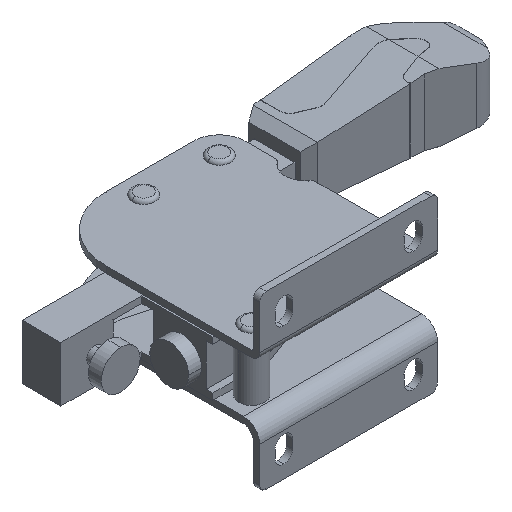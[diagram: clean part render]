
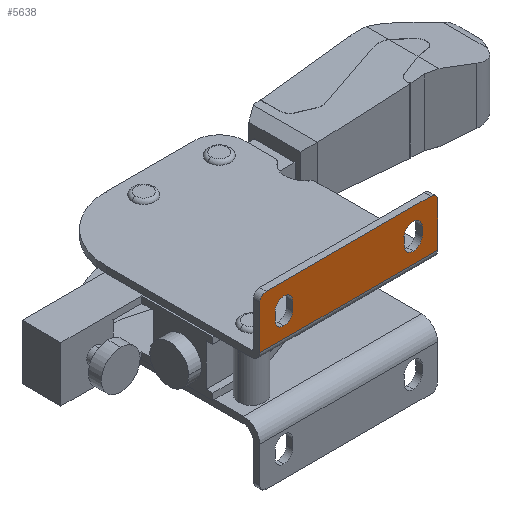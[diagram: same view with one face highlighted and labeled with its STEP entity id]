
A CAD part, isometric view. The second image highlights one B-rep face of the part: STEP entity #5638.
In plain terms, the highlighted planar face has unit normal (0, -1, 0).
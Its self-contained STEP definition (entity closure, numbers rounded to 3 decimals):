
#74 = CARTESIAN_POINT ( 'NONE',  ( 4.75, 0., 17.25 ) ) ;
#105 = CARTESIAN_POINT ( 'NONE',  ( 0., 0., 11. ) ) ;
#140 = VERTEX_POINT ( 'NONE', #5838 ) ;
#180 = CARTESIAN_POINT ( 'NONE',  ( 4.75, 0., 17.25 ) ) ;
#288 = AXIS2_PLACEMENT_3D ( 'NONE', #3883, #6100, #1238 ) ;
#330 = VERTEX_POINT ( 'NONE', #3584 ) ;
#344 = DIRECTION ( 'NONE',  ( 0., 1., 0. ) ) ;
#367 = DIRECTION ( 'NONE',  ( 1., 0., 0. ) ) ;
#438 = CARTESIAN_POINT ( 'NONE',  ( 55., 0., 11. ) ) ;
#458 = CIRCLE ( 'NONE', #5239, 2.75 ) ;
#466 = VERTEX_POINT ( 'NONE', #6361 ) ;
#467 = CARTESIAN_POINT ( 'NONE',  ( 55., 0., 26.5 ) ) ;
#528 = DIRECTION ( 'NONE',  ( 1., 0., 0. ) ) ;
#544 = EDGE_CURVE ( 'NONE', #466, #2419, #7051, .T. ) ;
#619 = LINE ( 'NONE', #3485, #5112 ) ;
#678 = EDGE_CURVE ( 'NONE', #2433, #1819, #6599, .T. ) ;
#691 = CARTESIAN_POINT ( 'NONE',  ( 0., 0., 26.5 ) ) ;
#822 = EDGE_LOOP ( 'NONE', ( #5386, #1349, #2705, #1387, #3208, #6628 ) ) ;
#943 = CARTESIAN_POINT ( 'NONE',  ( 50.25, 0., 17.25 ) ) ;
#1004 = EDGE_CURVE ( 'NONE', #1350, #466, #619, .T. ) ;
#1010 = FACE_BOUND ( 'NONE', #7062, .T. ) ;
#1128 = DIRECTION ( 'NONE',  ( 1., 0., 0. ) ) ;
#1139 = CARTESIAN_POINT ( 'NONE',  ( 50.25, 0., 19.75 ) ) ;
#1140 = CIRCLE ( 'NONE', #2060, 2.75 ) ;
#1180 = CARTESIAN_POINT ( 'NONE',  ( 0., 0., 24.5 ) ) ;
#1196 = VECTOR ( 'NONE', #3383, 1000. ) ;
#1201 = CARTESIAN_POINT ( 'NONE',  ( 50.25, 0., 19.75 ) ) ;
#1238 = DIRECTION ( 'NONE',  ( 1., 0., 0. ) ) ;
#1272 = ORIENTED_EDGE ( 'NONE', *, *, #678, .T. ) ;
#1291 = VERTEX_POINT ( 'NONE', #3359 ) ;
#1309 = LINE ( 'NONE', #180, #5047 ) ;
#1349 = ORIENTED_EDGE ( 'NONE', *, *, #5841, .F. ) ;
#1350 = VERTEX_POINT ( 'NONE', #2797 ) ;
#1360 = CARTESIAN_POINT ( 'NONE',  ( 47.5, 0., 14.5 ) ) ;
#1387 = ORIENTED_EDGE ( 'NONE', *, *, #6656, .F. ) ;
#1602 = EDGE_CURVE ( 'NONE', #1291, #2433, #1140, .T. ) ;
#1756 = VECTOR ( 'NONE', #2675, 1000. ) ;
#1807 = DIRECTION ( 'NONE',  ( 1., 0., 0. ) ) ;
#1819 = VERTEX_POINT ( 'NONE', #943 ) ;
#1887 = CARTESIAN_POINT ( 'NONE',  ( 2., 0., 26.5 ) ) ;
#2012 = ORIENTED_EDGE ( 'NONE', *, *, #6924, .T. ) ;
#2055 = CARTESIAN_POINT ( 'NONE',  ( 47.5, 0., 19.75 ) ) ;
#2060 = AXIS2_PLACEMENT_3D ( 'NONE', #2055, #5347, #5229 ) ;
#2157 = AXIS2_PLACEMENT_3D ( 'NONE', #2589, #5415, #528 ) ;
#2212 = AXIS2_PLACEMENT_3D ( 'NONE', #5022, #3905, #1128 ) ;
#2306 = ORIENTED_EDGE ( 'NONE', *, *, #4823, .T. ) ;
#2337 = EDGE_CURVE ( 'NONE', #2964, #4922, #4384, .T. ) ;
#2419 = VERTEX_POINT ( 'NONE', #105 ) ;
#2433 = VERTEX_POINT ( 'NONE', #1139 ) ;
#2440 = DIRECTION ( 'NONE',  ( 0., 0., -1. ) ) ;
#2554 = CARTESIAN_POINT ( 'NONE',  ( 47.5, 0., 17.25 ) ) ;
#2584 = VERTEX_POINT ( 'NONE', #1887 ) ;
#2589 = CARTESIAN_POINT ( 'NONE',  ( 7.5, 0., 17.25 ) ) ;
#2675 = DIRECTION ( 'NONE',  ( 0., 0., 1. ) ) ;
#2678 = DIRECTION ( 'NONE',  ( -1., 0., 0. ) ) ;
#2705 = ORIENTED_EDGE ( 'NONE', *, *, #5000, .T. ) ;
#2722 = VECTOR ( 'NONE', #4557, 1000. ) ;
#2797 = CARTESIAN_POINT ( 'NONE',  ( 55., 0., 24.5 ) ) ;
#2816 = EDGE_CURVE ( 'NONE', #3673, #140, #5305, .T. ) ;
#2872 = DIRECTION ( 'NONE',  ( 0., 1., 0. ) ) ;
#2916 = DIRECTION ( 'NONE',  ( 0., 1., 0. ) ) ;
#2964 = VERTEX_POINT ( 'NONE', #5319 ) ;
#3075 = VECTOR ( 'NONE', #2440, 1000. ) ;
#3109 = FACE_BOUND ( 'NONE', #3471, .T. ) ;
#3124 = AXIS2_PLACEMENT_3D ( 'NONE', #6817, #2916, #4100 ) ;
#3145 = ORIENTED_EDGE ( 'NONE', *, *, #2337, .T. ) ;
#3208 = ORIENTED_EDGE ( 'NONE', *, *, #3236, .T. ) ;
#3236 = EDGE_CURVE ( 'NONE', #5321, #2419, #6264, .T. ) ;
#3359 = CARTESIAN_POINT ( 'NONE',  ( 44.75, 0., 19.75 ) ) ;
#3383 = DIRECTION ( 'NONE',  ( 0., 0., -1. ) ) ;
#3471 = EDGE_LOOP ( 'NONE', ( #4113, #3145, #6284, #5483, #4649 ) ) ;
#3485 = CARTESIAN_POINT ( 'NONE',  ( 55., 0., 26.5 ) ) ;
#3492 = DIRECTION ( 'NONE',  ( -1., 0., 0. ) ) ;
#3562 = LINE ( 'NONE', #6231, #4626 ) ;
#3584 = CARTESIAN_POINT ( 'NONE',  ( 53., 0., 26.5 ) ) ;
#3673 = VERTEX_POINT ( 'NONE', #1360 ) ;
#3774 = EDGE_CURVE ( 'NONE', #6583, #2964, #1309, .T. ) ;
#3806 = CIRCLE ( 'NONE', #3124, 2. ) ;
#3883 = CARTESIAN_POINT ( 'NONE',  ( 7.5, 0., 19.75 ) ) ;
#3905 = DIRECTION ( 'NONE',  ( 0., 1., 0. ) ) ;
#3952 = VERTEX_POINT ( 'NONE', #5780 ) ;
#4100 = DIRECTION ( 'NONE',  ( 1., 0., 0. ) ) ;
#4113 = ORIENTED_EDGE ( 'NONE', *, *, #3774, .T. ) ;
#4129 = DIRECTION ( 'NONE',  ( 1., 0., 0. ) ) ;
#4174 = VECTOR ( 'NONE', #2678, 1000. ) ;
#4338 = CIRCLE ( 'NONE', #2157, 2.75 ) ;
#4384 = CIRCLE ( 'NONE', #288, 2.75 ) ;
#4557 = DIRECTION ( 'NONE',  ( 0., 0., -1. ) ) ;
#4626 = VECTOR ( 'NONE', #3492, 1000. ) ;
#4649 = ORIENTED_EDGE ( 'NONE', *, *, #6949, .T. ) ;
#4739 = CIRCLE ( 'NONE', #6661, 2.75 ) ;
#4764 = EDGE_CURVE ( 'NONE', #3952, #6858, #4739, .T. ) ;
#4823 = EDGE_CURVE ( 'NONE', #140, #1291, #4920, .T. ) ;
#4827 = PLANE ( 'NONE',  #6650 ) ;
#4920 = LINE ( 'NONE', #5392, #1756 ) ;
#4922 = VERTEX_POINT ( 'NONE', #5424 ) ;
#5000 = EDGE_CURVE ( 'NONE', #330, #2584, #3562, .T. ) ;
#5009 = DIRECTION ( 'NONE',  ( 0., 0., -1. ) ) ;
#5022 = CARTESIAN_POINT ( 'NONE',  ( 47.5, 0., 17.25 ) ) ;
#5047 = VECTOR ( 'NONE', #5623, 1000. ) ;
#5112 = VECTOR ( 'NONE', #5009, 1000. ) ;
#5229 = DIRECTION ( 'NONE',  ( 1., 0., 0. ) ) ;
#5239 = AXIS2_PLACEMENT_3D ( 'NONE', #2554, #5317, #6927 ) ;
#5259 = CARTESIAN_POINT ( 'NONE',  ( 10.25, 0., 19.75 ) ) ;
#5305 = CIRCLE ( 'NONE', #2212, 2.75 ) ;
#5317 = DIRECTION ( 'NONE',  ( 0., 1., 0. ) ) ;
#5319 = CARTESIAN_POINT ( 'NONE',  ( 4.75, 0., 19.75 ) ) ;
#5321 = VERTEX_POINT ( 'NONE', #1180 ) ;
#5347 = DIRECTION ( 'NONE',  ( 0., 1., 0. ) ) ;
#5386 = ORIENTED_EDGE ( 'NONE', *, *, #1004, .F. ) ;
#5392 = CARTESIAN_POINT ( 'NONE',  ( 44.75, 0., 17.25 ) ) ;
#5415 = DIRECTION ( 'NONE',  ( 0., 1., 0. ) ) ;
#5424 = CARTESIAN_POINT ( 'NONE',  ( 10.25, 0., 19.75 ) ) ;
#5425 = ORIENTED_EDGE ( 'NONE', *, *, #1602, .T. ) ;
#5483 = ORIENTED_EDGE ( 'NONE', *, *, #4764, .T. ) ;
#5608 = CIRCLE ( 'NONE', #6657, 2. ) ;
#5623 = DIRECTION ( 'NONE',  ( 0., 0., 1. ) ) ;
#5638 = ADVANCED_FACE ( 'NONE', ( #5786, #3109, #1010 ), #4827, .F. ) ;
#5780 = CARTESIAN_POINT ( 'NONE',  ( 10.25, 0., 17.25 ) ) ;
#5786 = FACE_OUTER_BOUND ( 'NONE', #822, .T. ) ;
#5838 = CARTESIAN_POINT ( 'NONE',  ( 44.75, 0., 17.25 ) ) ;
#5841 = EDGE_CURVE ( 'NONE', #330, #1350, #3806, .T. ) ;
#6055 = CARTESIAN_POINT ( 'NONE',  ( 2., 0., 24.5 ) ) ;
#6100 = DIRECTION ( 'NONE',  ( 0., 1., 0. ) ) ;
#6231 = CARTESIAN_POINT ( 'NONE',  ( 55., 0., 26.5 ) ) ;
#6262 = CARTESIAN_POINT ( 'NONE',  ( 7.5, 0., 17.25 ) ) ;
#6264 = LINE ( 'NONE', #691, #3075 ) ;
#6283 = DIRECTION ( 'NONE',  ( 0., 1., 0. ) ) ;
#6284 = ORIENTED_EDGE ( 'NONE', *, *, #7069, .T. ) ;
#6337 = ORIENTED_EDGE ( 'NONE', *, *, #2816, .T. ) ;
#6361 = CARTESIAN_POINT ( 'NONE',  ( 55., 0., 11. ) ) ;
#6583 = VERTEX_POINT ( 'NONE', #74 ) ;
#6599 = LINE ( 'NONE', #1201, #1196 ) ;
#6628 = ORIENTED_EDGE ( 'NONE', *, *, #544, .F. ) ;
#6650 = AXIS2_PLACEMENT_3D ( 'NONE', #467, #6283, #367 ) ;
#6651 = LINE ( 'NONE', #5259, #2722 ) ;
#6656 = EDGE_CURVE ( 'NONE', #5321, #2584, #5608, .T. ) ;
#6657 = AXIS2_PLACEMENT_3D ( 'NONE', #6055, #2872, #1807 ) ;
#6661 = AXIS2_PLACEMENT_3D ( 'NONE', #6262, #344, #4129 ) ;
#6779 = CARTESIAN_POINT ( 'NONE',  ( 7.5, 0., 14.5 ) ) ;
#6817 = CARTESIAN_POINT ( 'NONE',  ( 53., 0., 24.5 ) ) ;
#6858 = VERTEX_POINT ( 'NONE', #6779 ) ;
#6924 = EDGE_CURVE ( 'NONE', #1819, #3673, #458, .T. ) ;
#6927 = DIRECTION ( 'NONE',  ( 1., 0., 0. ) ) ;
#6949 = EDGE_CURVE ( 'NONE', #6858, #6583, #4338, .T. ) ;
#7051 = LINE ( 'NONE', #438, #4174 ) ;
#7062 = EDGE_LOOP ( 'NONE', ( #2306, #5425, #1272, #2012, #6337 ) ) ;
#7069 = EDGE_CURVE ( 'NONE', #4922, #3952, #6651, .T. ) ;
